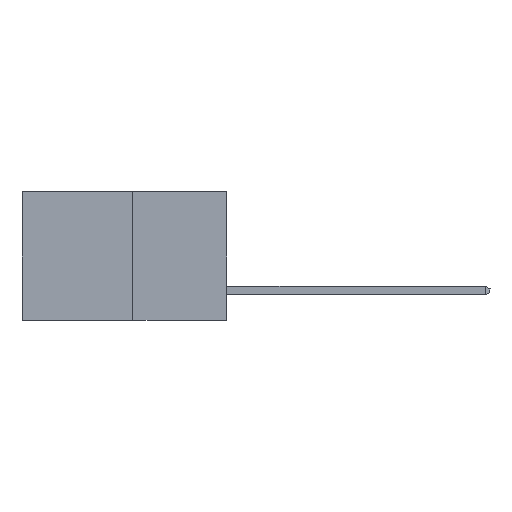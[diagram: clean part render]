
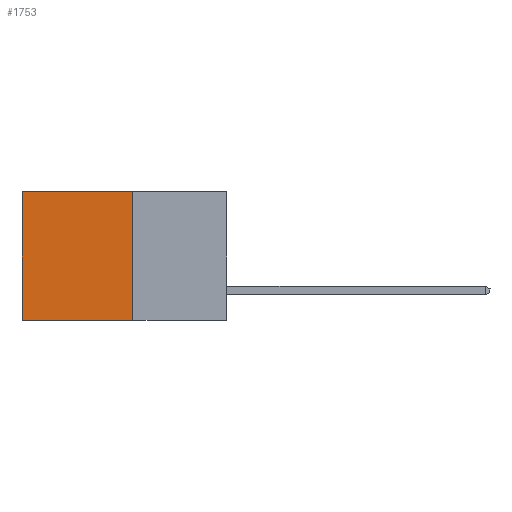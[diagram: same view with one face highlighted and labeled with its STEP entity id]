
A CAD part, left-side view. The second image highlights one B-rep face of the part: STEP entity #1753.
In plain terms, the highlighted planar face has unit normal (-1, 0, 0).
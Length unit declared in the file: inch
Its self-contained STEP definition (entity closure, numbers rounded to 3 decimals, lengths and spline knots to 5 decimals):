
#318 = EDGE_CURVE ( 'NONE', #10382, #2207, #7528, .T. ) ;
#819 = EDGE_CURVE ( 'NONE', #8877, #10382, #9993, .T. ) ;
#848 = DIRECTION ( 'NONE',  ( 0., 0., -1. ) ) ;
#1096 = DIRECTION ( 'NONE',  ( 1., 0., 0. ) ) ;
#1299 = CARTESIAN_POINT ( 'NONE',  ( 0.277, 0.59, 0. ) ) ;
#1341 = CARTESIAN_POINT ( 'NONE',  ( 0.277, 0.27, 0. ) ) ;
#1490 = DIRECTION ( 'NONE',  ( 0., 0., -1. ) ) ;
#1753 = ADVANCED_FACE ( 'NONE', ( #5625 ), #9206, .F. ) ;
#1773 = ORIENTED_EDGE ( 'NONE', *, *, #819, .F. ) ;
#1896 = CARTESIAN_POINT ( 'NONE',  ( 0.277, 0.27, -0.37 ) ) ;
#2207 = VERTEX_POINT ( 'NONE', #7474 ) ;
#2677 = CARTESIAN_POINT ( 'NONE',  ( 0.277, 0.27, -0.37 ) ) ;
#3133 = VECTOR ( 'NONE', #5603, 39.37008 ) ;
#3450 = VECTOR ( 'NONE', #1490, 39.37008 ) ;
#3513 = EDGE_CURVE ( 'NONE', #8877, #8880, #4074, .T. ) ;
#4074 = LINE ( 'NONE', #8114, #8366 ) ;
#5603 = DIRECTION ( 'NONE',  ( 0., 1., 0. ) ) ;
#5625 = FACE_OUTER_BOUND ( 'NONE', #8002, .T. ) ;
#5890 = CARTESIAN_POINT ( 'NONE',  ( 0.277, 0.27, -0.37 ) ) ;
#6558 = ORIENTED_EDGE ( 'NONE', *, *, #3513, .T. ) ;
#7293 = EDGE_CURVE ( 'NONE', #8880, #2207, #11052, .T. ) ;
#7474 = CARTESIAN_POINT ( 'NONE',  ( 0.277, 0.59, -0.37 ) ) ;
#7528 = LINE ( 'NONE', #5890, #3133 ) ;
#7905 = DIRECTION ( 'NONE',  ( 0., 0., -1. ) ) ;
#7914 = CARTESIAN_POINT ( 'NONE',  ( 0.277, 0.59, -0.37 ) ) ;
#8002 = EDGE_LOOP ( 'NONE', ( #8516, #10646, #1773, #6558 ) ) ;
#8114 = CARTESIAN_POINT ( 'NONE',  ( 0.277, 0.27, 0. ) ) ;
#8174 = DIRECTION ( 'NONE',  ( 0., 1., 0. ) ) ;
#8366 = VECTOR ( 'NONE', #8174, 39.37008 ) ;
#8516 = ORIENTED_EDGE ( 'NONE', *, *, #7293, .T. ) ;
#8877 = VERTEX_POINT ( 'NONE', #1341 ) ;
#8880 = VERTEX_POINT ( 'NONE', #1299 ) ;
#8944 = VECTOR ( 'NONE', #7905, 39.37008 ) ;
#9106 = CARTESIAN_POINT ( 'NONE',  ( 0.277, 0.27, -0.37 ) ) ;
#9206 = PLANE ( 'NONE',  #10558 ) ;
#9993 = LINE ( 'NONE', #9106, #3450 ) ;
#10382 = VERTEX_POINT ( 'NONE', #2677 ) ;
#10558 = AXIS2_PLACEMENT_3D ( 'NONE', #1896, #1096, #848 ) ;
#10646 = ORIENTED_EDGE ( 'NONE', *, *, #318, .F. ) ;
#11052 = LINE ( 'NONE', #7914, #8944 ) ;
